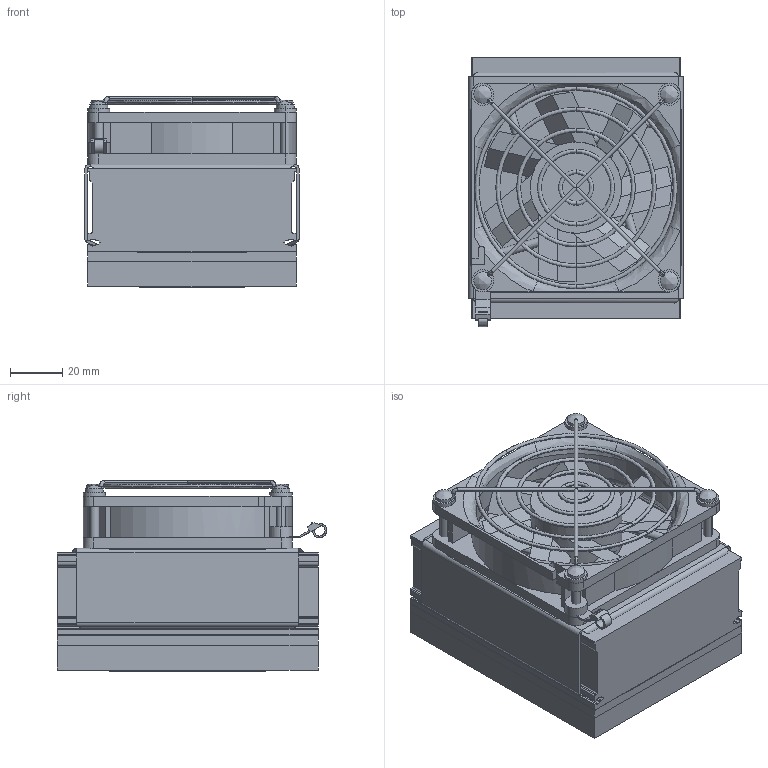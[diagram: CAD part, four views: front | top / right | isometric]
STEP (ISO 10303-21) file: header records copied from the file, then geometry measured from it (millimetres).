
FILE_DESCRIPTION (( 'STEP AP214' ), '1' );
FILE_NAME ('錨璃5.STEP', '2018-11-17T03:09:33', ( '' ), ( '' ), 'SwSTEP 2.0', 'SolidWorks 2016', '' );
FILE_SCHEMA (( 'AUTOMOTIVE_DESIGN' ));
Length unit declared in the file: millimetre
Products named in the file (1): 錨璃5
Bounding box: 82.2 x 103.32 x 73.14 mm (x, y, z)
Volume: 430377.7 mm3; surface area: 125337.9 mm2
Topology: 22 solids, 22 shells, 536 faces, 1391 edges, 908 vertices
Faces by surface type: plane 262, cylinder 199, bspline 55, cone 20
Entity records: 20841 total; most frequent: CARTESIAN_POINT 7564, ORIENTED_EDGE 2766, DIRECTION 2533, EDGE_CURVE 1383, VERTEX_POINT 908, AXIS2_PLACEMENT_3D 899, VECTOR 735, LINE 735
